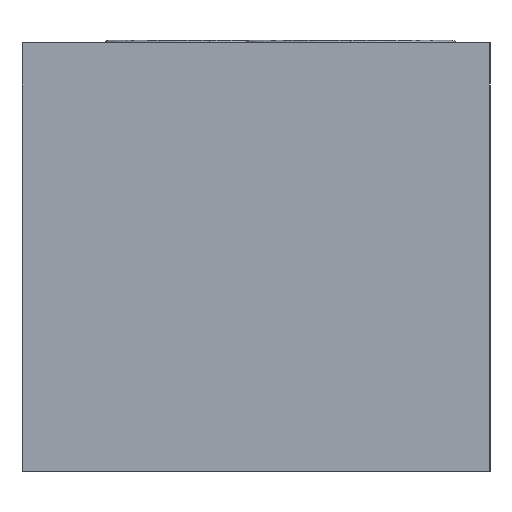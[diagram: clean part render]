
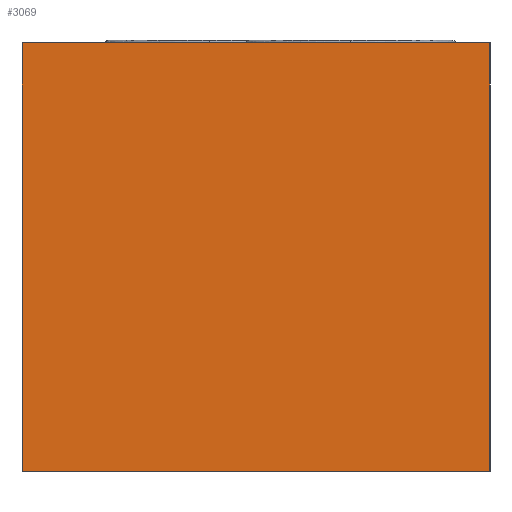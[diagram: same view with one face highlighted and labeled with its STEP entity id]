
A CAD part, left-side view. The second image highlights one B-rep face of the part: STEP entity #3069.
In plain terms, the highlighted planar face has unit normal (-1, 0, 0).
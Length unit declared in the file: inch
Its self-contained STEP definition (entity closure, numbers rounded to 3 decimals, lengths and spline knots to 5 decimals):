
#1=DIRECTION('',(0.,-1.,0.));
#2=VECTOR('',#1,3.);
#3=CARTESIAN_POINT('',(0.,0.,0.));
#4=LINE('',#3,#2);
#77=DIRECTION('',(0.,0.,1.));
#78=VECTOR('',#77,2.75);
#79=CARTESIAN_POINT('',(0.,0.,0.));
#80=LINE('',#79,#78);
#119=DIRECTION('',(0.,0.,1.));
#120=VECTOR('',#119,2.75);
#121=CARTESIAN_POINT('',(0.,-3.,0.));
#122=LINE('',#121,#120);
#123=DIRECTION('',(0.,-1.,0.));
#124=VECTOR('',#123,3.);
#125=CARTESIAN_POINT('',(0.,0.,2.75));
#126=LINE('',#125,#124);
#2590=CARTESIAN_POINT('',(0.,0.,0.));
#2591=CARTESIAN_POINT('',(0.,-3.,0.));
#2592=VERTEX_POINT('',#2590);
#2593=VERTEX_POINT('',#2591);
#2598=CARTESIAN_POINT('',(0.,0.,2.75));
#2599=CARTESIAN_POINT('',(0.,-3.,2.75));
#2600=VERTEX_POINT('',#2598);
#2601=VERTEX_POINT('',#2599);
#3055=CARTESIAN_POINT('',(0.,0.,0.));
#3056=DIRECTION('',(-1.,0.,0.));
#3057=DIRECTION('',(0.,-1.,0.));
#3058=AXIS2_PLACEMENT_3D('',#3055,#3056,#3057);
#3059=PLANE('',#3058);
#3060=ORIENTED_EDGE('',*,*,#3008,.F.);
#3062=ORIENTED_EDGE('',*,*,#3061,.T.);
#3064=ORIENTED_EDGE('',*,*,#3063,.T.);
#3066=ORIENTED_EDGE('',*,*,#3065,.F.);
#3067=EDGE_LOOP('',(#3060,#3062,#3064,#3066));
#3068=FACE_OUTER_BOUND('',#3067,.F.);
#3069=ADVANCED_FACE('',(#3068),#3059,.T.);
#3008=EDGE_CURVE('',#2592,#2593,#4,.T.);
#3061=EDGE_CURVE('',#2592,#2600,#80,.T.);
#3063=EDGE_CURVE('',#2600,#2601,#126,.T.);
#3065=EDGE_CURVE('',#2593,#2601,#122,.T.);
